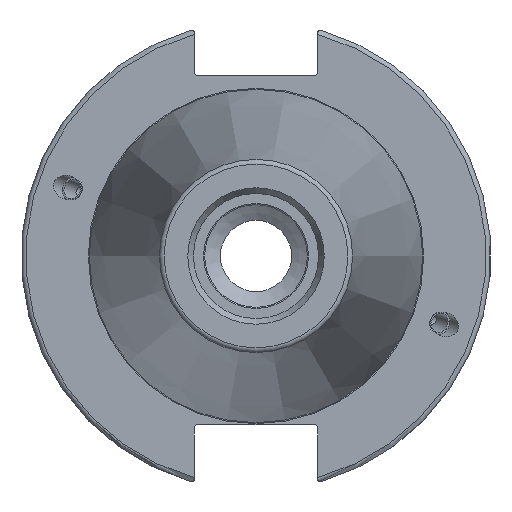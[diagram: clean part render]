
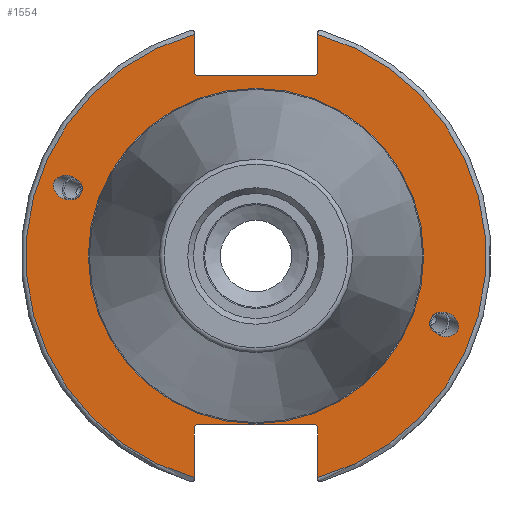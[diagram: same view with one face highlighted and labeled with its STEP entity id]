
A CAD part, left-side view. The second image highlights one B-rep face of the part: STEP entity #1554.
In plain terms, the highlighted planar face has unit normal (-1, 0, 0).
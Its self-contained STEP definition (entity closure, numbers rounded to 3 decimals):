
#85=FACE_BOUND('',#322,.T.);
#86=FACE_BOUND('',#323,.T.);
#87=FACE_BOUND('',#324,.T.);
#103=PLANE('',#1724);
#139=ELLIPSE('',#1680,3.052,2.5);
#140=ELLIPSE('',#1714,3.052,2.5);
#215=FACE_OUTER_BOUND('',#321,.T.);
#321=EDGE_LOOP('',(#1256,#1257,#1258,#1259,#1260,#1261,#1262,#1263,#1264,
#1265,#1266,#1267));
#322=EDGE_LOOP('',(#1268));
#323=EDGE_LOOP('',(#1269));
#324=EDGE_LOOP('',(#1270));
#421=LINE('',#2886,#517);
#422=LINE('',#2888,#518);
#423=LINE('',#2890,#519);
#424=LINE('',#2892,#520);
#425=LINE('',#2894,#521);
#426=LINE('',#2898,#522);
#427=LINE('',#2900,#523);
#428=LINE('',#2902,#524);
#429=LINE('',#2904,#525);
#430=LINE('',#2905,#526);
#517=VECTOR('',#2053,10.);
#518=VECTOR('',#2054,10.);
#519=VECTOR('',#2055,10.);
#520=VECTOR('',#2056,10.);
#521=VECTOR('',#2057,10.);
#522=VECTOR('',#2060,10.);
#523=VECTOR('',#2061,10.);
#524=VECTOR('',#2062,10.);
#525=VECTOR('',#2063,10.);
#526=VECTOR('',#2064,10.);
#615=CIRCLE('',#1722,35.125);
#617=CIRCLE('',#1725,48.213);
#618=CIRCLE('',#1726,48.213);
#701=VERTEX_POINT('',#2603);
#739=VERTEX_POINT('',#2862);
#744=VERTEX_POINT('',#2877);
#745=VERTEX_POINT('',#2882);
#746=VERTEX_POINT('',#2883);
#747=VERTEX_POINT('',#2885);
#748=VERTEX_POINT('',#2887);
#749=VERTEX_POINT('',#2889);
#750=VERTEX_POINT('',#2891);
#751=VERTEX_POINT('',#2893);
#752=VERTEX_POINT('',#2895);
#753=VERTEX_POINT('',#2897);
#754=VERTEX_POINT('',#2899);
#755=VERTEX_POINT('',#2901);
#756=VERTEX_POINT('',#2903);
#874=EDGE_CURVE('',#701,#701,#139,.T.);
#925=EDGE_CURVE('',#739,#739,#140,.T.);
#932=EDGE_CURVE('',#744,#744,#615,.T.);
#934=EDGE_CURVE('',#745,#746,#617,.T.);
#935=EDGE_CURVE('',#745,#747,#421,.T.);
#936=EDGE_CURVE('',#748,#747,#422,.T.);
#937=EDGE_CURVE('',#748,#749,#423,.T.);
#938=EDGE_CURVE('',#750,#749,#424,.T.);
#939=EDGE_CURVE('',#750,#751,#425,.T.);
#940=EDGE_CURVE('',#752,#751,#618,.T.);
#941=EDGE_CURVE('',#752,#753,#426,.T.);
#942=EDGE_CURVE('',#754,#753,#427,.T.);
#943=EDGE_CURVE('',#754,#755,#428,.T.);
#944=EDGE_CURVE('',#756,#755,#429,.T.);
#945=EDGE_CURVE('',#756,#746,#430,.T.);
#1256=ORIENTED_EDGE('',*,*,#934,.F.);
#1257=ORIENTED_EDGE('',*,*,#935,.T.);
#1258=ORIENTED_EDGE('',*,*,#936,.F.);
#1259=ORIENTED_EDGE('',*,*,#937,.T.);
#1260=ORIENTED_EDGE('',*,*,#938,.F.);
#1261=ORIENTED_EDGE('',*,*,#939,.T.);
#1262=ORIENTED_EDGE('',*,*,#940,.F.);
#1263=ORIENTED_EDGE('',*,*,#941,.T.);
#1264=ORIENTED_EDGE('',*,*,#942,.F.);
#1265=ORIENTED_EDGE('',*,*,#943,.T.);
#1266=ORIENTED_EDGE('',*,*,#944,.F.);
#1267=ORIENTED_EDGE('',*,*,#945,.T.);
#1268=ORIENTED_EDGE('',*,*,#874,.T.);
#1269=ORIENTED_EDGE('',*,*,#925,.T.);
#1270=ORIENTED_EDGE('',*,*,#932,.F.);
#1554=ADVANCED_FACE('',(#215,#85,#86,#87),#103,.T.);
#1680=AXIS2_PLACEMENT_3D('',#2605,#1943,#1944);
#1714=AXIS2_PLACEMENT_3D('',#2864,#2027,#2028);
#1722=AXIS2_PLACEMENT_3D('',#2879,#2045,#2046);
#1724=AXIS2_PLACEMENT_3D('',#2881,#2049,#2050);
#1725=AXIS2_PLACEMENT_3D('',#2884,#2051,#2052);
#1726=AXIS2_PLACEMENT_3D('',#2896,#2058,#2059);
#1943=DIRECTION('center_axis',(1.,0.,0.));
#1944=DIRECTION('ref_axis',(0.,-0.94,-0.342));
#2027=DIRECTION('center_axis',(1.,0.,0.));
#2028=DIRECTION('ref_axis',(0.,0.94,0.342));
#2045=DIRECTION('center_axis',(-1.,0.,0.));
#2046=DIRECTION('ref_axis',(0.,-1.,0.));
#2049=DIRECTION('center_axis',(-1.,0.,0.));
#2050=DIRECTION('ref_axis',(0.,0.,1.));
#2051=DIRECTION('center_axis',(1.,0.,0.));
#2052=DIRECTION('ref_axis',(0.,-1.,0.));
#2053=DIRECTION('',(0.,0.,-1.));
#2054=DIRECTION('',(0.,-0.707,0.707));
#2055=DIRECTION('',(0.,1.,0.));
#2056=DIRECTION('',(0.,-0.707,-0.707));
#2057=DIRECTION('',(0.,0.,1.));
#2058=DIRECTION('center_axis',(1.,0.,0.));
#2059=DIRECTION('ref_axis',(0.,1.,0.));
#2060=DIRECTION('',(0.,0.,1.));
#2061=DIRECTION('',(0.,0.707,-0.707));
#2062=DIRECTION('',(0.,-1.,0.));
#2063=DIRECTION('',(0.,0.707,0.707));
#2064=DIRECTION('',(0.,0.,-1.));
#2603=CARTESIAN_POINT('',(3.175,-36.599,-13.321));
#2605=CARTESIAN_POINT('Origin',(3.175,-39.467,-14.365));
#2862=CARTESIAN_POINT('',(3.175,36.599,13.321));
#2864=CARTESIAN_POINT('Origin',(3.175,39.467,14.365));
#2877=CARTESIAN_POINT('',(3.175,0.,35.125));
#2879=CARTESIAN_POINT('Origin',(3.175,0.,0.));
#2881=CARTESIAN_POINT('Origin',(3.175,49.213,0.));
#2882=CARTESIAN_POINT('',(3.175,-12.95,46.441));
#2883=CARTESIAN_POINT('',(3.175,-12.95,-46.441));
#2884=CARTESIAN_POINT('Origin',(3.175,0.,0.));
#2885=CARTESIAN_POINT('',(3.175,-12.95,38.219));
#2886=CARTESIAN_POINT('',(3.175,-12.95,18.86));
#2887=CARTESIAN_POINT('',(3.175,-12.45,37.719));
#2888=CARTESIAN_POINT('',(3.175,12.27,12.999));
#2889=CARTESIAN_POINT('',(3.175,12.45,37.719));
#2890=CARTESIAN_POINT('',(3.175,24.606,37.719));
#2891=CARTESIAN_POINT('',(3.175,12.95,38.219));
#2892=CARTESIAN_POINT('',(3.175,12.336,37.605));
#2893=CARTESIAN_POINT('',(3.175,12.95,46.441));
#2894=CARTESIAN_POINT('',(3.175,12.95,18.86));
#2895=CARTESIAN_POINT('',(3.175,12.95,-46.441));
#2896=CARTESIAN_POINT('Origin',(3.175,0.,0.));
#2897=CARTESIAN_POINT('',(3.175,12.95,-35.806));
#2898=CARTESIAN_POINT('',(3.175,12.95,-17.653));
#2899=CARTESIAN_POINT('',(3.175,12.45,-35.306));
#2900=CARTESIAN_POINT('',(3.175,12.939,-35.795));
#2901=CARTESIAN_POINT('',(3.175,-12.45,-35.306));
#2902=CARTESIAN_POINT('',(3.175,24.606,-35.306));
#2903=CARTESIAN_POINT('',(3.175,-12.95,-35.806));
#2904=CARTESIAN_POINT('',(3.175,11.667,-11.189));
#2905=CARTESIAN_POINT('',(3.175,-12.95,-17.653));
